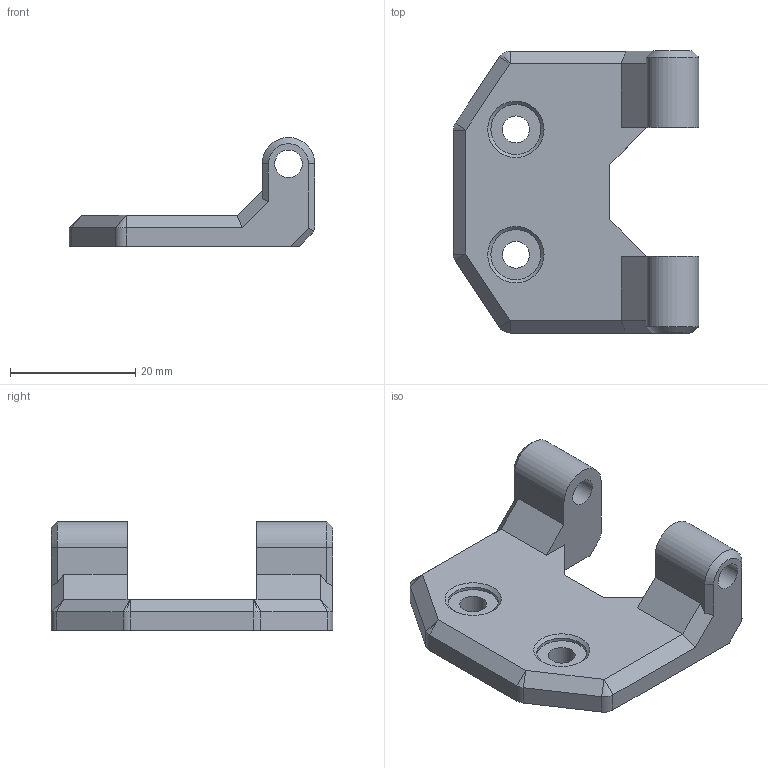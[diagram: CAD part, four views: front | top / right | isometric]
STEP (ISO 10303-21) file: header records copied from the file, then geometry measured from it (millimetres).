
FILE_DESCRIPTION(/* description */ (''),/* implementation_level */ '2;1');
FILE_NAME(/* name */ 'V-BeeBotDoorHinge v1.step',/* time_stamp */ '2022-07-25T20:33:12-04:00',/* author */ (''),/* organization */ (''),/* preprocessor_version */ 'ST-DEVELOPER v19',/* originating_system */ 'Autodesk Translation Framework v11.7.0.108',/* authorisation */ '');
FILE_SCHEMA (('AUTOMOTIVE_DESIGN { 1 0 10303 214 3 1 1 }'));
Length unit declared in the file: millimetre
Products named in the file (1): V-BeeBotLeftDoorHinge
Bounding box: 39.2 x 45 x 17.4 mm (x, y, z)
Volume: 8702.8 mm3; surface area: 4747 mm2
Topology: 1 solids, 1 shells, 57 faces, 143 edges, 86 vertices
Faces by surface type: plane 35, cylinder 14, cone 8
Full cylindrical faces by diameter (mm): 4.3 x2, 4.4 x2, 8 x2
Entity records: 1703 total; most frequent: DIRECTION 289, CARTESIAN_POINT 283, ORIENTED_EDGE 278, EDGE_CURVE 139, LINE 105, VECTOR 105, AXIS2_PLACEMENT_3D 92, VERTEX_POINT 86
